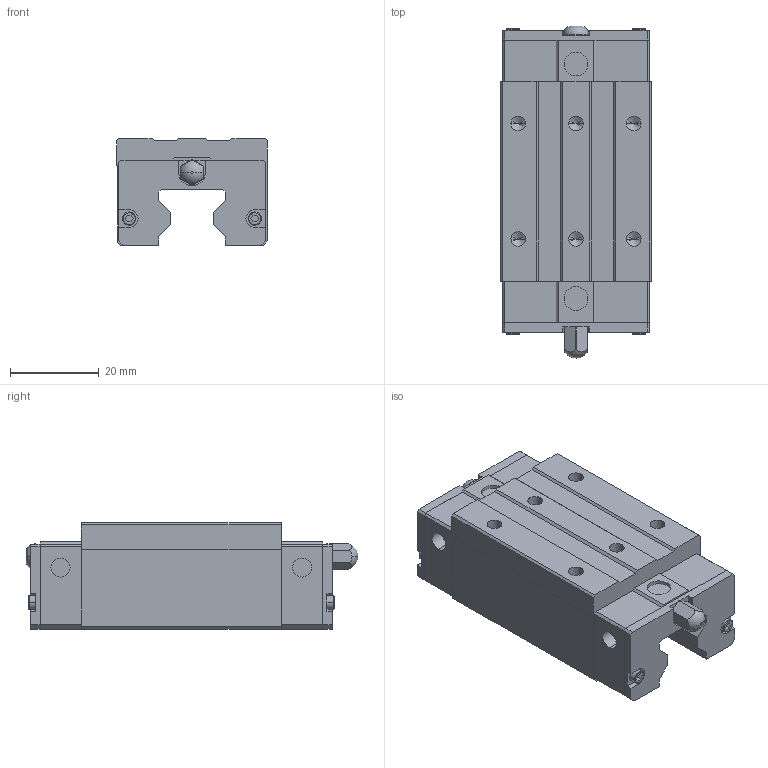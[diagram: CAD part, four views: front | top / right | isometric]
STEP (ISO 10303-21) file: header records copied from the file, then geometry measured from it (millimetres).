
FILE_DESCRIPTION(('STEP AP214'),'1');
FILE_NAME('cctmp_D3C5C609-E1F9-4343-9892-32A457162694_2024_08_20_20_14_26_0420..stp','2024-08-20T18:14:26',('HIWIN GmbH'),('CADClick - www.CADClick.com'),'Spatial InterOp 3D',' ','unknown authorization');
FILE_SCHEMA(('AUTOMOTIVE_DESIGN'));
Length unit declared in the file: millimetre
Products named in the file (1): RGH15CAZAH_FILE
Bounding box: 34 x 74.76 x 24 mm (x, y, z)
Volume: 39311.5 mm3; surface area: 12115.5 mm2
Topology: 1 solids, 5 shells, 258 faces, 671 edges, 429 vertices
Faces by surface type: plane 164, cylinder 66, torus 14, cone 12, sphere 2
Entity records: 9888 total; most frequent: CARTESIAN_POINT 1395, DIRECTION 1338, ORIENTED_EDGE 1318, EDGE_CURVE 659, LINE 482, VECTOR 482, VERTEX_POINT 429, AXIS2_PLACEMENT_3D 428
